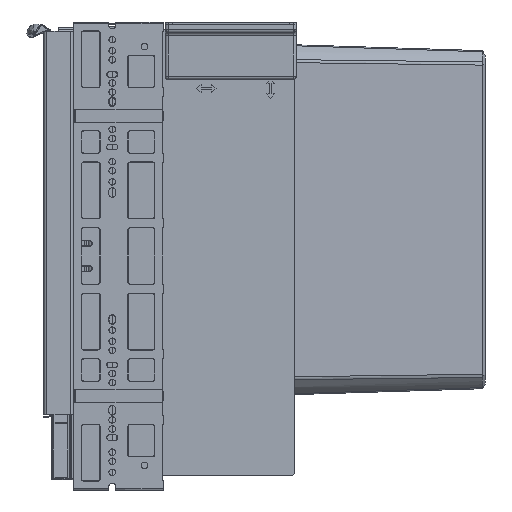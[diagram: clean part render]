
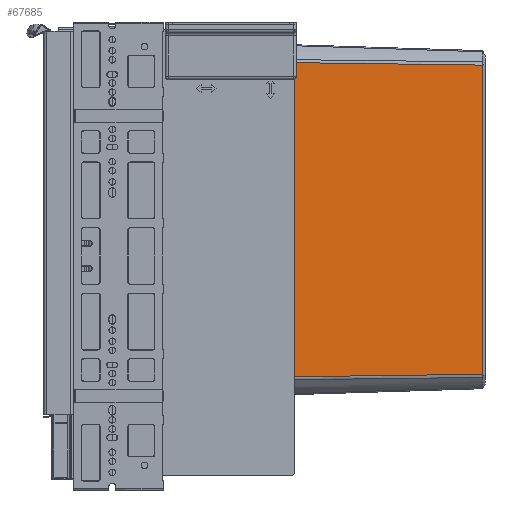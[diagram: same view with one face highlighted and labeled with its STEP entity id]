
A CAD part, left-side view. The second image highlights one B-rep face of the part: STEP entity #67685.
In plain terms, the highlighted planar face has unit normal (-1, -0.031, 0).
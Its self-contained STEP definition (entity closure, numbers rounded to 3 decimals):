
#13392=EDGE_CURVE('9827',#34745,#34742,#34746,.T.);
#13456=EDGE_CURVE('9793',#34742,#34826,#34829,.T.);
#13458=EDGE_CURVE('9811',#34831,#34826,#34832,.T.);
#13460=EDGE_CURVE('9798',#34745,#34831,#34834,.T.);
#34742=VERTEX_POINT('',#66288);
#34745=VERTEX_POINT('',#66299);
#34746=LINE('',#66300,#66301);
#34826=VERTEX_POINT('',#66558);
#34829=B_SPLINE_CURVE_WITH_KNOTS('',3,(#66568,#66569,#66570,#66571,#66572,#66573),.UNSPECIFIED.,.F.,.F.,(4,1,1,4),(0.0,0.333,0.667,1.0),.UNSPECIFIED.);
#34831=VERTEX_POINT('',#66576);
#34832=LINE('',#66577,#66578);
#34834=B_SPLINE_CURVE_WITH_KNOTS('',3,(#66581,#66582,#66583,#66584,#66585,#66586),.UNSPECIFIED.,.F.,.F.,(4,1,1,4),(0.0,0.333,0.667,1.0),.UNSPECIFIED.);
#66288=CARTESIAN_POINT('',(-173.871,9.8,-351.429));
#66299=CARTESIAN_POINT('',(-173.871,9.8,-34.57));
#66300=CARTESIAN_POINT('',(-173.871,9.8,-34.57));
#66301=VECTOR('',#110603,316.858);
#66558=CARTESIAN_POINT('',(-161.399,-390.329,-346.274));
#66568=CARTESIAN_POINT('',(-173.871,9.8,-351.429));
#66569=CARTESIAN_POINT('',(-172.372,-38.308,-350.817));
#66570=CARTESIAN_POINT('',(-169.449,-132.084,-349.621));
#66571=CARTESIAN_POINT('',(-165.311,-264.81,-347.915));
#66572=CARTESIAN_POINT('',(-162.68,-349.234,-346.815));
#66573=CARTESIAN_POINT('',(-161.399,-390.329,-346.274));
#66576=CARTESIAN_POINT('',(-161.399,-390.329,-39.726));
#66577=CARTESIAN_POINT('',(-161.399,-390.329,-39.726));
#66578=VECTOR('',#110616,306.548);
#66581=CARTESIAN_POINT('',(-173.871,9.8,-34.57));
#66582=CARTESIAN_POINT('',(-172.372,-38.308,-35.182));
#66583=CARTESIAN_POINT('',(-169.449,-132.083,-36.378));
#66584=CARTESIAN_POINT('',(-165.311,-264.809,-38.085));
#66585=CARTESIAN_POINT('',(-162.68,-349.234,-39.185));
#66586=CARTESIAN_POINT('',(-161.399,-390.329,-39.726));
#67685=ADVANCED_FACE('7144',(#111001),#111002,.T.);
#110603=DIRECTION('',(0.0,0.0,-1.0));
#110616=DIRECTION('',(0.0,0.,-1.0));
#111001=FACE_OUTER_BOUND('',#139823,.T.);
#111002=PLANE('',#139824);
#139823=EDGE_LOOP('',(#154409,#154410,#154411,#154412));
#139824=AXIS2_PLACEMENT_3D('',#154413,#154414,#154415);
#154409=ORIENTED_EDGE('',*,*,#13458,.F.);
#154410=ORIENTED_EDGE('',*,*,#13460,.F.);
#154411=ORIENTED_EDGE('',*,*,#13392,.T.);
#154412=ORIENTED_EDGE('',*,*,#13456,.T.);
#154413=CARTESIAN_POINT('',(-167.94,-180.469,-193.));
#154414=DIRECTION('',(-1.,-0.031,0.0));
#154415=DIRECTION('',(0.031,-1.,0.0));
